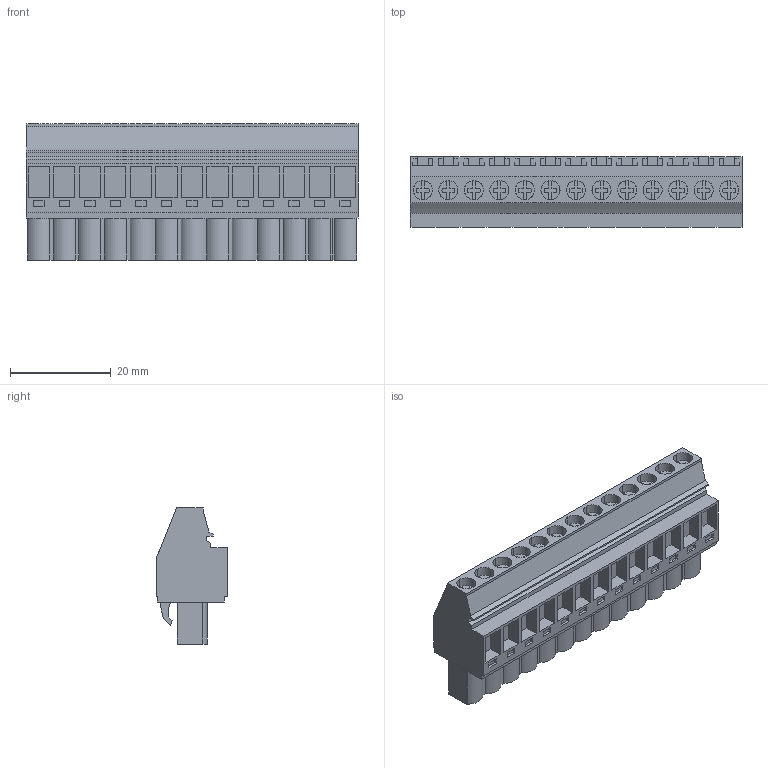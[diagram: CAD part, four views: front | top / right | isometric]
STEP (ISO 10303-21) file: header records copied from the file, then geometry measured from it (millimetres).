
FILE_DESCRIPTION(('CATIA V5 STEP','CAx-IF Rec.Pracs.--- Model Styling and Organization---1.2---2011-12-15'),'2;1');
FILE_NAME ('D1460154_0_1949130000_1949130000.stp','2017-09-09T07:25:30+00:00',('none'),('Weidmueller'),'CATIA Version 5-6 Release 2014','CATIA V5 STEP AP214','none');
FILE_SCHEMA(('AUTOMOTIVE_DESIGN { 1 0 10303 214 1 1 1 1 }'));
Length unit declared in the file: millimetre
Products named in the file (1): 1949130000
Bounding box: 66.04 x 14.1 x 27.1 mm (x, y, z)
Volume: 14978.1 mm3; surface area: 8844.1 mm2
Topology: 14 solids, 14 shells, 846 faces, 2371 edges, 1606 vertices
Faces by surface type: plane 729, cylinder 115, extrusion 2
Entity records: 24936 total; most frequent: ORIENTED_EDGE 4742, CARTESIAN_POINT 4480, DIRECTION 3321, EDGE_CURVE 2371, VECTOR 2087, LINE 2085, VERTEX_POINT 1606, EDGE_LOOP 901
